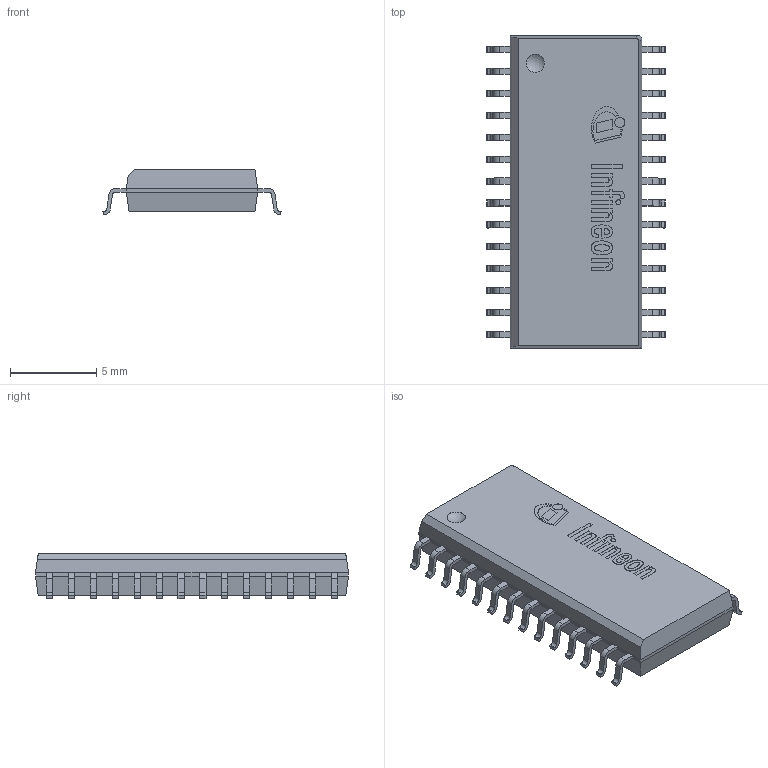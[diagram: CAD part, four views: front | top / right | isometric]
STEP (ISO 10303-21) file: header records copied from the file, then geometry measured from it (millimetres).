
FILE_DESCRIPTION(/* description */ (''),/* implementation_level */ '2;1');
FILE_NAME(/* name */ '1.stp',/* time_stamp */ '2024-06-04T12:59:10+05:30',/* author */ ('sivamani'),/* organization */ (''),/* preprocessor_version */ 'ST-DEVELOPER v19.2',/* originating_system */ 'AutoCAD Mechanical',/* authorisation */ '');
FILE_SCHEMA (('AUTOMOTIVE_DESIGN { 1 0 10303 214 3 1 1 }'));
Length unit declared in the file: millimetre
Products named in the file (1): Product
Bounding box: 10.3 x 18.1 x 2.66 mm (x, y, z)
Volume: 330.4 mm3; surface area: 1022.3 mm2
Topology: 44 solids, 44 shells, 628 faces, 1611 edges, 1074 vertices
Faces by surface type: plane 388, cylinder 235, sphere 3, torus 2
Full cylindrical faces by diameter (mm): 0.284 x1, 0.586 x1, 1.058 x2, 1.5 x1, 2.4 x1
Entity records: 19124 total; most frequent: DIRECTION 3345, CARTESIAN_POINT 3314, ORIENTED_EDGE 3222, EDGE_CURVE 1611, LINE 1135, VECTOR 1135, AXIS2_PLACEMENT_3D 1105, VERTEX_POINT 1074
